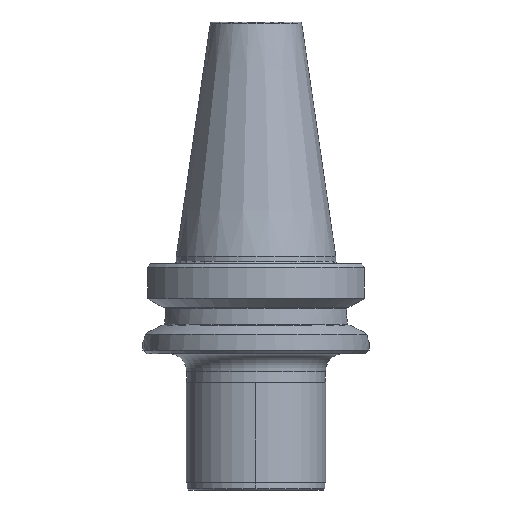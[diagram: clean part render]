
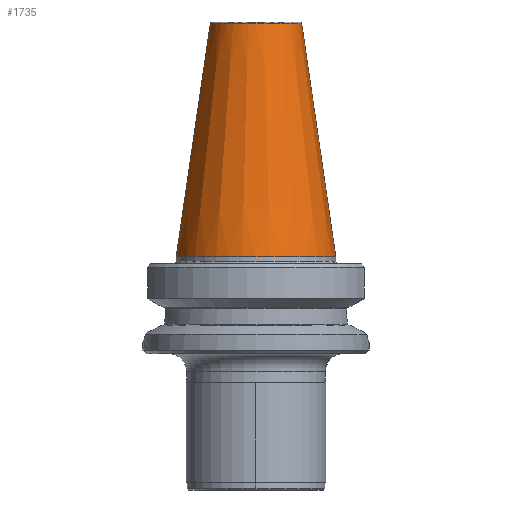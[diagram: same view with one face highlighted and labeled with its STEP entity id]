
A CAD part, front view. The second image highlights one B-rep face of the part: STEP entity #1735.
In plain terms, the highlighted conical face has half-angle 8.297 degrees and reference radius 12.017 mm.
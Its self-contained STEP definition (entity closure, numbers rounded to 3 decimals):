
#1369=VERTEX_POINT('NONE',#3402);
#1721=EDGE_CURVE('NONE',#2145,#1753,#3793,.T.);
#1735=ADVANCED_FACE('NONE',(#3810),#3811,.T.);
#1753=VERTEX_POINT('NONE',#3831);
#1997=VERTEX_POINT('NONE',#4105);
#2069=EDGE_CURVE('NONE',#1369,#1997,#4185,.T.);
#2145=VERTEX_POINT('NONE',#4267);
#2293=EDGE_CURVE('NONE',#2145,#1369,#4428,.T.);
#2955=EDGE_CURVE('NONE',#1997,#1753,#5168,.F.);
#3402=CARTESIAN_POINT('',(12.736,0.,65.07));
#3793=LINE('',#6771,#6772);
#3810=FACE_OUTER_BOUND('',#6793,.T.);
#3811=CONICAL_SURFACE('',#6794,12.017,0.145);
#3831=CARTESIAN_POINT('',(-22.225,0.,0.0));
#4105=CARTESIAN_POINT('',(22.225,0.,0.0));
#4185=LINE('',#7501,#7502);
#4267=CARTESIAN_POINT('',(-12.736,0.,65.07));
#4428=CIRCLE('',#8015,12.736);
#5168=CIRCLE('',#9281,22.225);
#6771=CARTESIAN_POINT('',(-12.017,0.,70.0));
#6772=VECTOR('',#10285,1000.0);
#6793=EDGE_LOOP('',(#10314,#10315,#10316,#10317));
#6794=AXIS2_PLACEMENT_3D('',#10318,#10319,#10320);
#7501=CARTESIAN_POINT('',(12.017,0.,70.0));
#7502=VECTOR('',#10784,1000.0);
#8015=AXIS2_PLACEMENT_3D('',#11013,#11014,#11015);
#9281=AXIS2_PLACEMENT_3D('',#11908,#11909,#11910);
#10285=DIRECTION('',(-0.144,0.,-0.99));
#10314=ORIENTED_EDGE('',*,*,#2293,.F.);
#10315=ORIENTED_EDGE('',*,*,#1721,.T.);
#10316=ORIENTED_EDGE('',*,*,#2955,.F.);
#10317=ORIENTED_EDGE('',*,*,#2069,.F.);
#10318=CARTESIAN_POINT('',(0.0,0.0,70.0));
#10319=DIRECTION('',(-0.0,-0.0,-1.0));
#10320=DIRECTION('',(1.0,0.,-0.0));
#10784=DIRECTION('',(0.144,0.,-0.99));
#11013=CARTESIAN_POINT('',(0.0,0.0,65.07));
#11014=DIRECTION('',(0.0,0.0,1.0));
#11015=DIRECTION('',(1.0,0.,-0.0));
#11908=CARTESIAN_POINT('',(0.0,0.0,0.0));
#11909=DIRECTION('',(0.0,0.0,1.0));
#11910=DIRECTION('',(-1.0,0.,0.0));
